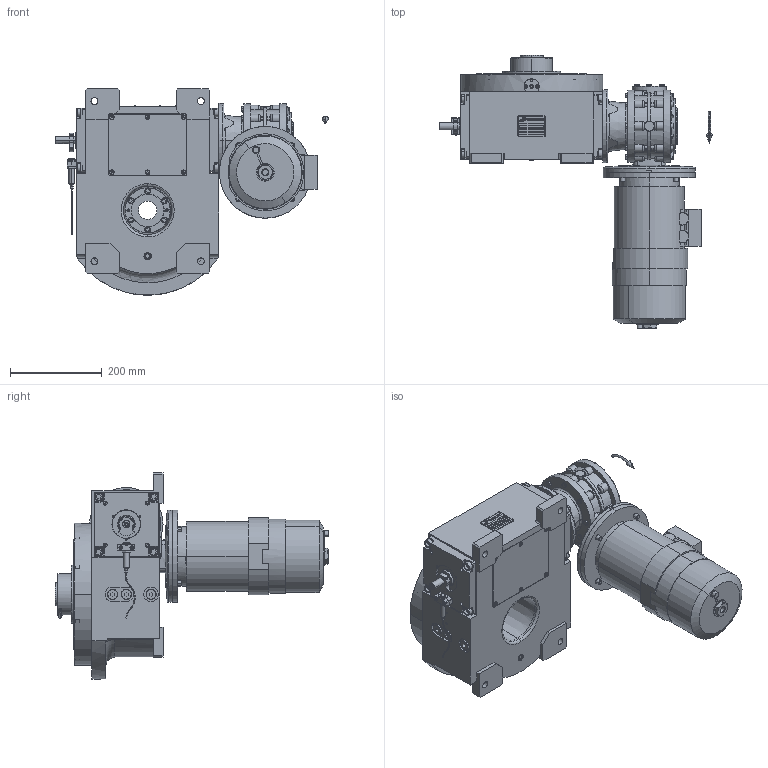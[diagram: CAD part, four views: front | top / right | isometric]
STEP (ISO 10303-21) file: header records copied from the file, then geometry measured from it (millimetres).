
FILE_DESCRIPTION (( 'STEP AP203' ), '1' );
FILE_NAME ('PC5201572.step', '2025-10-15T04:48:42', ( '' ), ( '' ), 'SwSTEP 2.0', 'SolidWorks 2020', '' );
FILE_SCHEMA (( 'CONFIG_CONTROL_DESIGN' ));
Length unit declared in the file: millimetre
Products named in the file (92): CFN2223_02_004.stp; cfn2070_05_009; cfn2000_01_099; rig09_004; cfn2115_02_057; cfn2000_01_081; cfn2003_01_054; AS_rig09_016; rig09_007_master; rig09_002_s_003; cfn2000_01_161; cfn2155_01_196; cfn2205_01_015; CFN2010_01_020.stp; cfn2107_01_001; cfn2128_04_002; cfn2010_01_015.prt; AS_rig09_004; CFN2010_02_002.stp; PC5201572; cfn2104_01_005; cfn2115_02_160; AS_cfn2476_01_002_60x46; cfn2000_01_126; rig09_001_a; freccia_angolare; 900_38_11_06_4; cfn2151_01_170; CFN2000_01_185.stp; AS_900_38_30_003; cfn2104_01_018; RMI70_F3_DX_80B5; cfn2151_01_115; rig09_003_10; cfn2128_19_002; cfn2400_04_003; CFN2155_01_195.stp; AS_900_38_11_06_4; BA80B5; olio_agip_blasia_150 ...
Assembly tree (81 placements, depth 5):
  CFN2223_02_004.stp
  cfn2115_02_057
  rig09_007_master
  cfn2205_01_015
  CFN2010_01_020.stp
Bounding box: 594.5 x 596.38 x 450 mm (x, y, z)
Volume: 13536866.8 mm3; surface area: 1915216.7 mm2
Topology: 71 solids, 73 shells, 3914 faces, 9826 edges, 6268 vertices
Faces by surface type: plane 1864, cylinder 1178, cone 594, torus 262, bspline 12, sphere 4
Entity records: 145339 total; most frequent: CARTESIAN_POINT 44042, ORIENTED_EDGE 19176, DIRECTION 19031, EDGE_CURVE 9590, AXIS2_PLACEMENT_3D 6995, VERTEX_POINT 6181, VECTOR 5041, LINE 5041
